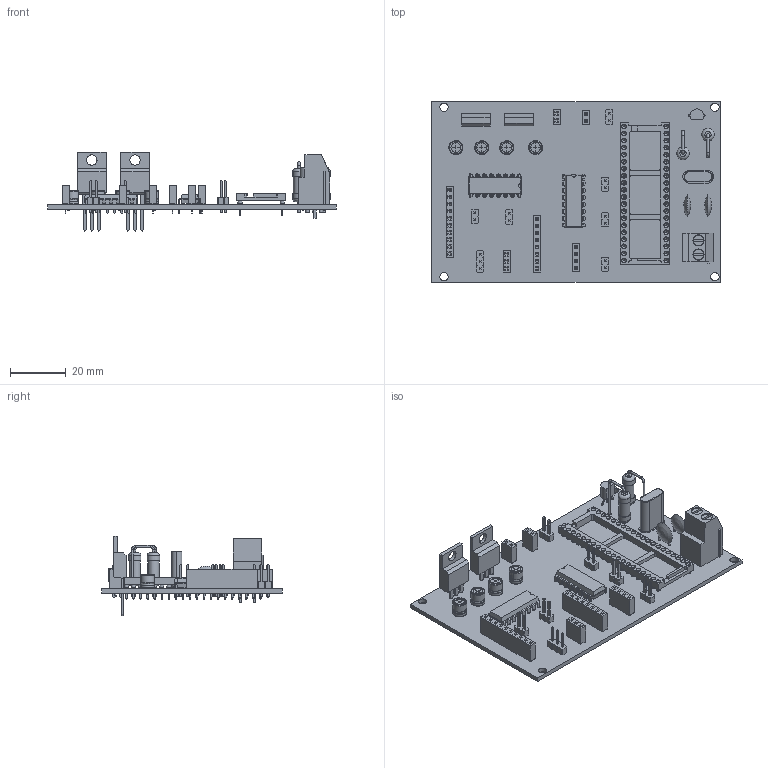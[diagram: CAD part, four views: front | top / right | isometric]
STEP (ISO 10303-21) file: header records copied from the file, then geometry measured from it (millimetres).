
FILE_DESCRIPTION(('KiCad electronic assembly'),'2;1');
FILE_NAME('Autonomous Vehicle (ATmega32A).step','2024-12-02T17:43:46',( 'Pcbnew'),('Kicad'),'Open CASCADE STEP processor 7.8', 'KiCad to STEP converter','Unknown');
FILE_SCHEMA(('AUTOMOTIVE_DESIGN { 1 0 10303 214 1 1 1 1 }'));
Length unit declared in the file: millimetre
Products named in the file (34): Autonomous Vehicle (ATmega32A) 1; PinHeader_1x02_P2.54mm_Vertical; PinHeader_1x02_P254mm_Vertical; C_Disc_D8.0mm_W2.5mm_P5.00mm; C_Disc_D80mm_W25mm_P500mm; PinSocket_1x08_P2.54mm_Vertical; PinSocket_1x08_P254mm_Vertical; TO-220-3_Vertical; PinSocket_1x04_P2.54mm_Vertical; PinSocket_1x04_P254mm_Vertical; DIP-16_W7.62mm; PinSocket_1x10_P2.54mm_Vertical; PinSocket_1x10_P254mm_Vertical; CP_Radial_D5.0mm_P2.50mm; CP_Radial_D50mm_P250mm; Crystal_HC50_Vertical; R_Axial_DIN0414_L11.9mm_D4.5mm_P7.62mm_Vertical; R_Axial_DIN0414_L119mm_D45mm_P762mm_Vertical; PinSocket_1x02_P2.54mm_Vertical; PinSocket_1x02_P254mm_Vertical; TerminalBlock_Phoenix_MKDS-3-2-5.08_1x02_P5.08mm_Horizontal; TerminalBlock_Phoenix_MKDS_3_2_508_1x02_P508mm_Horizontal; TO-92_Inline_Wide; PinHeader_1x03_P2.54mm_Vertical; PinHeader_1x03_P254mm_Vertical; PinSocket_1x03_P2.54mm_Vertical; PinSocket_1x03_P254mm_Vertical; DIP-40_W15.24mm_Socket; DIP_40_W1524mm_Socket; _autosave-Autonomous Vehicle (ATmega32A)_PCB
Assembly tree (46 placements, depth 3):
  Autonomous Vehicle (ATmega32A) 1
    PinHeader_1x02_P2.54mm_Vertical  x6
      PinHeader_1x02_P254mm_Vertical
    C_Disc_D8.0mm_W2.5mm_P5.00mm  x2
      C_Disc_D80mm_W25mm_P500mm
    PinSocket_1x08_P2.54mm_Vertical
      PinSocket_1x08_P254mm_Vertical
    TO-220-3_Vertical  x2
      TO-220-3_Vertical
    PinSocket_1x04_P2.54mm_Vertical
      PinSocket_1x04_P254mm_Vertical
    DIP-16_W7.62mm  x2
      DIP-16_W7.62mm
    PinSocket_1x10_P2.54mm_Vertical
      PinSocket_1x10_P254mm_Vertical
    CP_Radial_D5.0mm_P2.50mm  x4
      CP_Radial_D50mm_P250mm
    Crystal_HC50_Vertical
      Crystal_HC50_Vertical
    R_Axial_DIN0414_L11.9mm_D4.5mm_P7.62mm_Vertical  x2
      R_Axial_DIN0414_L119mm_D45mm_P762mm_Vertical
    PinSocket_1x02_P2.54mm_Vertical  x2
      PinSocket_1x02_P254mm_Vertical
    TerminalBlock_Phoenix_MKDS-3-2-5.08_1x02_P5.08mm_Horizontal
      TerminalBlock_Phoenix_MKDS_3_2_508_1x02_P508mm_Horizontal
    TO-92_Inline_Wide
      TO-92_Inline_Wide
    PinHeader_1x03_P2.54mm_Vertical
      PinHeader_1x03_P254mm_Vertical
    PinSocket_1x03_P2.54mm_Vertical
      PinSocket_1x03_P254mm_Vertical
    DIP-40_W15.24mm_Socket
      DIP_40_W1524mm_Socket
    _autosave-Autonomous Vehicle (ATmega32A)_PCB
Bounding box: 104 x 65 x 28.52 mm (x, y, z)
Volume: 17997.2 mm3; surface area: 25878.5 mm2
Topology: 30 solids, 34 shells, 3088 faces, 7489 edges, 4806 vertices
Faces by surface type: plane 2354, cylinder 480, cone 120, bspline 90, revolution 20, torus 20, sphere 4
Full cylindrical faces by diameter (mm): 0.5 x12, 0.508 x80, 0.8 x95, 1 x44, 1.1 x6, 1.2 x6, 1.3 x2, 1.5 x2, 1.524 x40, 1.724 x40, 3 x4, 3.735 x2, 3.8 x2, 4 x2, 4.05 x2, 4.5 x4
Entity records: 81546 total; most frequent: CARTESIAN_POINT 12499, DIRECTION 10876, ORIENTED_EDGE 10782, EDGE_CURVE 5391, LINE 4307, VECTOR 4307, VERTEX_POINT 3478, AXIS2_PLACEMENT_3D 3282
